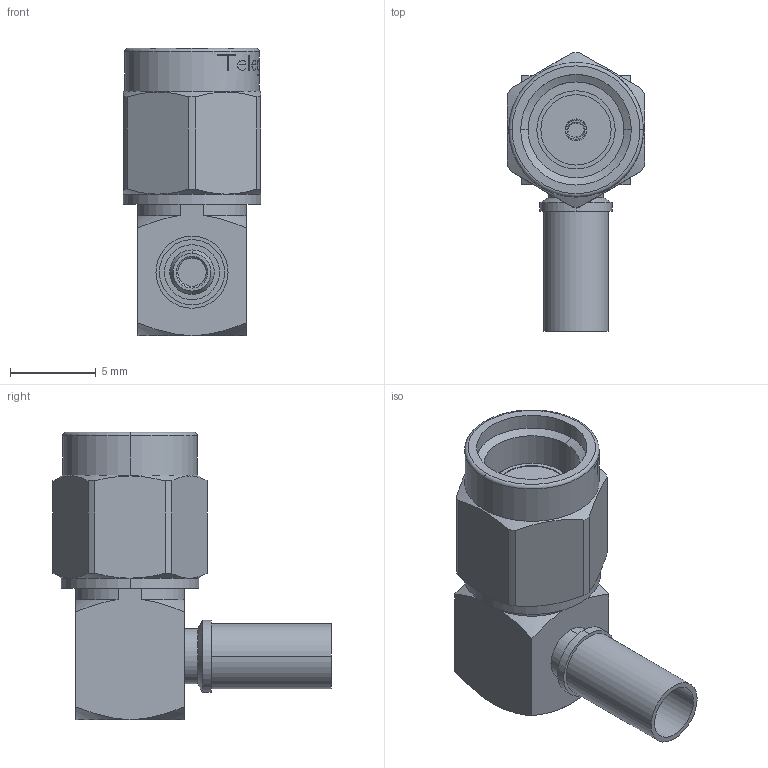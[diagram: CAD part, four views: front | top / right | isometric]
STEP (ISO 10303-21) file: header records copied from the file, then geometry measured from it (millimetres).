
FILE_DESCRIPTION (( 'STEP AP214' ), '1' );
FILE_NAME ('J01150R0031.STEP', '2015-12-03T08:24:35', ( '' ), ( '' ), 'SwSTEP 2.0', 'SolidWorks 2015', '' );
FILE_SCHEMA (( 'AUTOMOTIVE_DESIGN' ));
Length unit declared in the file: millimetre
Products named in the file (1): J01150R0031
Bounding box: 8 x 16.22 x 16.75 mm (x, y, z)
Volume: 753.9 mm3; surface area: 849.1 mm2
Topology: 1 solids, 1 shells, 392 faces, 1043 edges, 684 vertices
Faces by surface type: plane 294, cylinder 66, cone 28, torus 4
Entity records: 16515 total; most frequent: CARTESIAN_POINT 3304, ORIENTED_EDGE 2086, DIRECTION 1679, EDGE_CURVE 1043, VERTEX_POINT 684, AXIS2_PLACEMENT_3D 611, LINE 457, VECTOR 457
